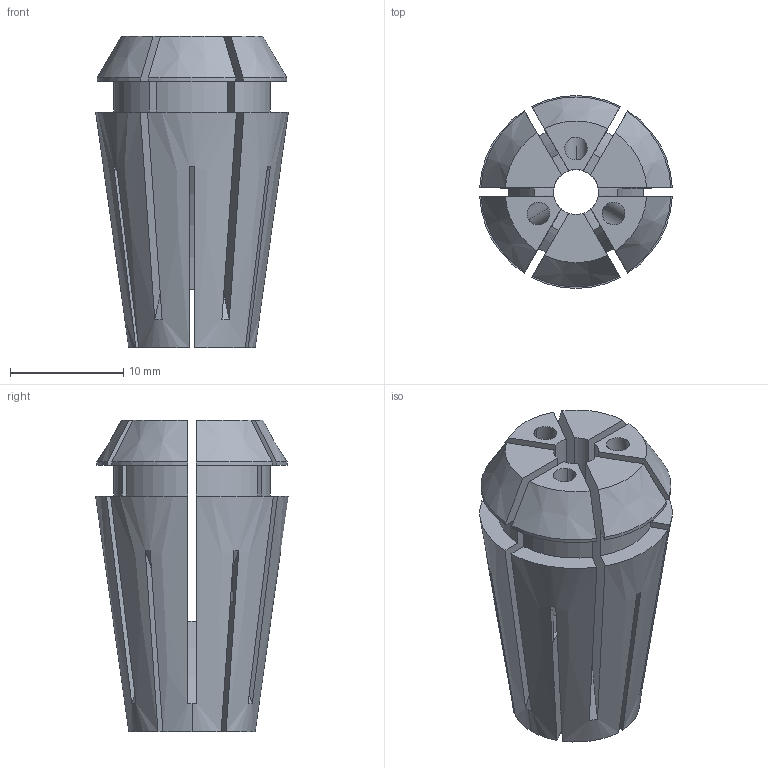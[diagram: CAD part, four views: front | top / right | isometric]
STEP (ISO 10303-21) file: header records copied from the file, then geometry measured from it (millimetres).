
FILE_DESCRIPTION (( 'STEP AP203' ), '1' );
FILE_NAME ('STP-5250-112-016-A10-0(04417-0.156).STEP', '2022-08-03T00:52:32', ( '' ), ( '' ), 'SwSTEP 2.0', 'SolidWorks 2017', '' );
FILE_SCHEMA (( 'CONFIG_CONTROL_DESIGN' ));
Length unit declared in the file: millimetre
Products named in the file (1): STP-5250-112-016-A10-0(04417-0.156)
Bounding box: 16.98 x 17 x 27.5 mm (x, y, z)
Volume: 3215.6 mm3; surface area: 3842 mm2
Topology: 1 solids, 1 shells, 109 faces, 333 edges, 222 vertices
Faces by surface type: plane 52, cylinder 49, cone 8
Entity records: 4037 total; most frequent: CARTESIAN_POINT 998, ORIENTED_EDGE 666, DIRECTION 599, EDGE_CURVE 333, AXIS2_PLACEMENT_3D 232, VERTEX_POINT 222, LINE 135, VECTOR 135
